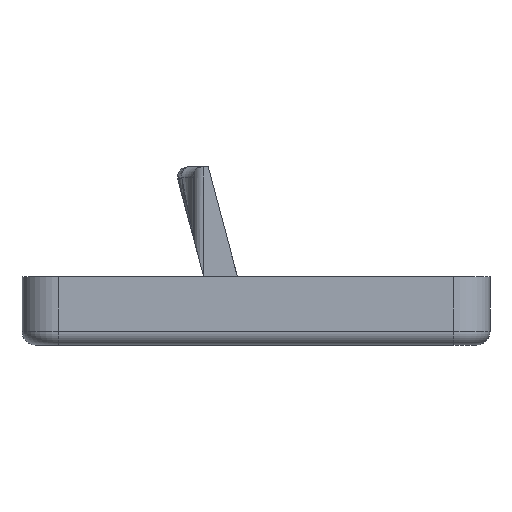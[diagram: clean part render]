
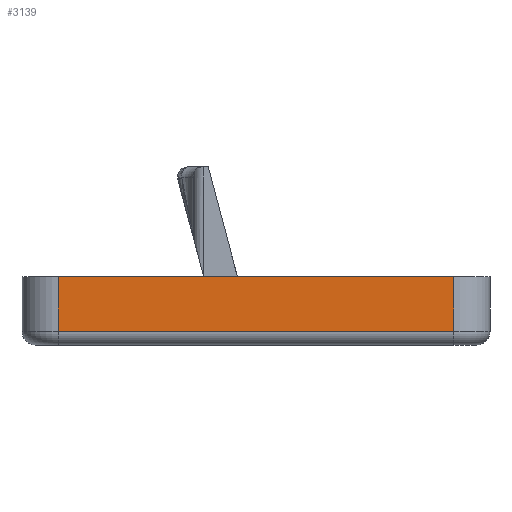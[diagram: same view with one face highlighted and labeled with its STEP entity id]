
A CAD part, front view. The second image highlights one B-rep face of the part: STEP entity #3139.
In plain terms, the highlighted planar face has unit normal (0, -1, 0).
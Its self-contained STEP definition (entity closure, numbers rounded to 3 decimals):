
#1250 = VERTEX_POINT('',#1251);
#1251 = CARTESIAN_POINT('',(103.25,-202.05,11.6));
#1258 = EDGE_CURVE('',#1259,#1250,#1261,.T.);
#1259 = VERTEX_POINT('',#1260);
#1260 = CARTESIAN_POINT('',(161.,-202.05,11.6));
#1261 = LINE('',#1262,#1263);
#1262 = CARTESIAN_POINT('',(161.,-202.05,11.6));
#1263 = VECTOR('',#1264,1.);
#1264 = DIRECTION('',(-1.,0.,0.));
#1916 = VERTEX_POINT('',#1917);
#1917 = CARTESIAN_POINT('',(161.,-202.05,3.6));
#1966 = EDGE_CURVE('',#1916,#1967,#1969,.T.);
#1967 = VERTEX_POINT('',#1968);
#1968 = CARTESIAN_POINT('',(103.25,-202.05,3.6));
#1969 = LINE('',#1970,#1971);
#1970 = CARTESIAN_POINT('',(161.,-202.05,3.6));
#1971 = VECTOR('',#1972,1.);
#1972 = DIRECTION('',(-1.,0.,0.));
#3126 = EDGE_CURVE('',#1916,#1259,#3127,.T.);
#3127 = LINE('',#3128,#3129);
#3128 = CARTESIAN_POINT('',(161.,-202.05,1.6));
#3129 = VECTOR('',#3130,1.);
#3130 = DIRECTION('',(0.,0.,1.));
#3139 = ADVANCED_FACE('',(#3140),#3151,.T.);
#3140 = FACE_BOUND('',#3141,.T.);
#3141 = EDGE_LOOP('',(#3142,#3143,#3144,#3150));
#3142 = ORIENTED_EDGE('',*,*,#3126,.T.);
#3143 = ORIENTED_EDGE('',*,*,#1258,.T.);
#3144 = ORIENTED_EDGE('',*,*,#3145,.F.);
#3145 = EDGE_CURVE('',#1967,#1250,#3146,.T.);
#3146 = LINE('',#3147,#3148);
#3147 = CARTESIAN_POINT('',(103.25,-202.05,1.6));
#3148 = VECTOR('',#3149,1.);
#3149 = DIRECTION('',(0.,0.,1.));
#3150 = ORIENTED_EDGE('',*,*,#1966,.F.);
#3151 = PLANE('',#3152);
#3152 = AXIS2_PLACEMENT_3D('',#3153,#3154,#3155);
#3153 = CARTESIAN_POINT('',(161.,-202.05,1.6));
#3154 = DIRECTION('',(0.,-1.,0.));
#3155 = DIRECTION('',(-1.,0.,0.));
